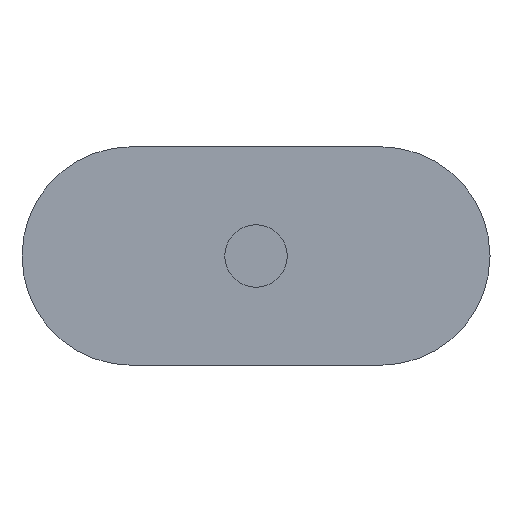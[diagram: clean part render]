
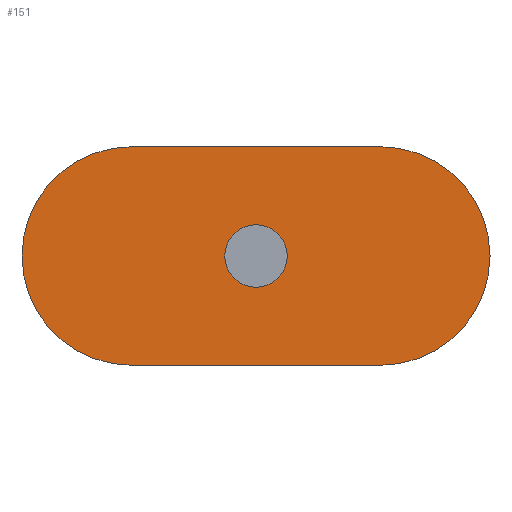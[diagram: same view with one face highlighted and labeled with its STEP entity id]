
A CAD part, front view. The second image highlights one B-rep face of the part: STEP entity #151.
In plain terms, the highlighted planar face has unit normal (0, -1, 0).
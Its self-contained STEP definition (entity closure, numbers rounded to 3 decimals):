
#19=FACE_BOUND('',#42,.T.);
#23=PLANE('',#180);
#31=FACE_OUTER_BOUND('',#41,.T.);
#41=EDGE_LOOP('',(#117,#118,#119,#120));
#42=EDGE_LOOP('',(#121));
#51=LINE('',#264,#61);
#52=LINE('',#267,#62);
#61=VECTOR('',#217,10.);
#62=VECTOR('',#220,10.);
#72=CIRCLE('',#178,10.);
#73=CIRCLE('',#181,35.);
#74=CIRCLE('',#182,35.);
#80=VERTEX_POINT('',#255);
#81=VERTEX_POINT('',#260);
#82=VERTEX_POINT('',#261);
#83=VERTEX_POINT('',#263);
#84=VERTEX_POINT('',#265);
#94=EDGE_CURVE('',#80,#80,#72,.T.);
#95=EDGE_CURVE('',#81,#82,#73,.T.);
#96=EDGE_CURVE('',#81,#83,#51,.T.);
#97=EDGE_CURVE('',#84,#83,#74,.T.);
#98=EDGE_CURVE('',#84,#82,#52,.T.);
#117=ORIENTED_EDGE('',*,*,#95,.F.);
#118=ORIENTED_EDGE('',*,*,#96,.T.);
#119=ORIENTED_EDGE('',*,*,#97,.F.);
#120=ORIENTED_EDGE('',*,*,#98,.T.);
#121=ORIENTED_EDGE('',*,*,#94,.T.);
#151=ADVANCED_FACE('',(#31,#19),#23,.F.);
#178=AXIS2_PLACEMENT_3D('',#257,#209,#210);
#180=AXIS2_PLACEMENT_3D('',#259,#213,#214);
#181=AXIS2_PLACEMENT_3D('',#262,#215,#216);
#182=AXIS2_PLACEMENT_3D('',#266,#218,#219);
#209=DIRECTION('center_axis',(0.,1.,0.));
#210=DIRECTION('ref_axis',(1.,0.,0.));
#213=DIRECTION('center_axis',(0.,1.,0.));
#214=DIRECTION('ref_axis',(1.,0.,0.));
#215=DIRECTION('center_axis',(0.,1.,0.));
#216=DIRECTION('ref_axis',(-0.707,0.,-0.707));
#217=DIRECTION('',(1.,0.,0.));
#218=DIRECTION('center_axis',(0.,1.,0.));
#219=DIRECTION('ref_axis',(0.707,0.,0.707));
#220=DIRECTION('',(-1.,0.,0.));
#255=CARTESIAN_POINT('',(-10.,0.,0.));
#257=CARTESIAN_POINT('Origin',(0.,0.,0.));
#259=CARTESIAN_POINT('Origin',(0.,0.,0.));
#260=CARTESIAN_POINT('',(-40.,0.,-35.));
#261=CARTESIAN_POINT('',(-40.,0.,35.));
#262=CARTESIAN_POINT('Origin',(-40.,0.,0.));
#263=CARTESIAN_POINT('',(40.,0.,-35.));
#264=CARTESIAN_POINT('',(-75.,0.,-35.));
#265=CARTESIAN_POINT('',(40.,0.,35.));
#266=CARTESIAN_POINT('Origin',(40.,0.,0.));
#267=CARTESIAN_POINT('',(75.,0.,35.));
